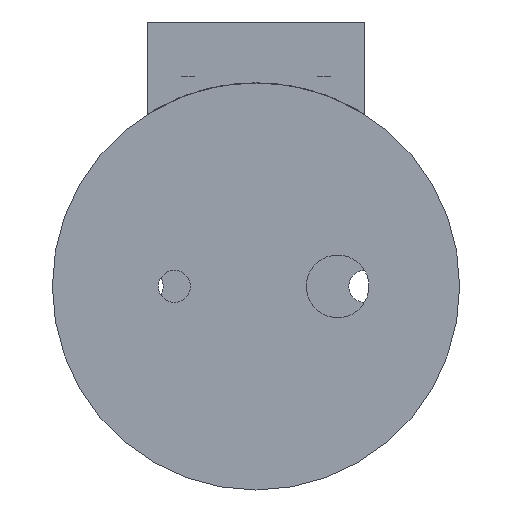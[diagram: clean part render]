
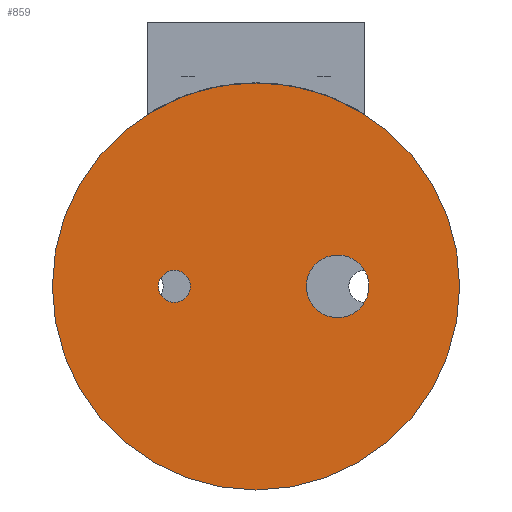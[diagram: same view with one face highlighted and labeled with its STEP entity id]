
A CAD part, front view. The second image highlights one B-rep face of the part: STEP entity #859.
In plain terms, the highlighted planar face has unit normal (0, -1, 0).
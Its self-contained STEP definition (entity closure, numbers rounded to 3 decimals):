
#35=FACE_BOUND('',#161,.T.);
#36=FACE_BOUND('',#162,.T.);
#75=PLANE('',#950);
#105=FACE_OUTER_BOUND('',#160,.T.);
#160=EDGE_LOOP('',(#616,#617));
#161=EDGE_LOOP('',(#618));
#162=EDGE_LOOP('',(#619));
#249=CIRCLE('',#945,5.9);
#251=CIRCLE('',#948,11.5);
#253=CIRCLE('',#951,74.85);
#254=CIRCLE('',#952,74.85);
#411=VERTEX_POINT('',#1408);
#413=VERTEX_POINT('',#1414);
#415=VERTEX_POINT('',#1420);
#416=VERTEX_POINT('',#1421);
#491=EDGE_CURVE('',#411,#411,#249,.T.);
#494=EDGE_CURVE('',#413,#413,#251,.T.);
#497=EDGE_CURVE('',#415,#416,#253,.T.);
#498=EDGE_CURVE('',#416,#415,#254,.T.);
#616=ORIENTED_EDGE('',*,*,#497,.F.);
#617=ORIENTED_EDGE('',*,*,#498,.F.);
#618=ORIENTED_EDGE('',*,*,#491,.T.);
#619=ORIENTED_EDGE('',*,*,#494,.T.);
#859=ADVANCED_FACE('',(#105,#35,#36),#75,.T.);
#945=AXIS2_PLACEMENT_3D('',#1409,#1070,#1071);
#948=AXIS2_PLACEMENT_3D('',#1415,#1077,#1078);
#950=AXIS2_PLACEMENT_3D('',#1419,#1082,#1083);
#951=AXIS2_PLACEMENT_3D('',#1422,#1084,#1085);
#952=AXIS2_PLACEMENT_3D('',#1423,#1086,#1087);
#1070=DIRECTION('center_axis',(0.,1.,0.));
#1071=DIRECTION('ref_axis',(1.,0.,0.));
#1077=DIRECTION('center_axis',(0.,1.,0.));
#1078=DIRECTION('ref_axis',(1.,0.,0.));
#1082=DIRECTION('center_axis',(0.,-1.,0.));
#1083=DIRECTION('ref_axis',(0.,0.,-1.));
#1084=DIRECTION('center_axis',(0.,1.,0.));
#1085=DIRECTION('ref_axis',(1.,0.,0.));
#1086=DIRECTION('center_axis',(0.,1.,0.));
#1087=DIRECTION('ref_axis',(1.,0.,0.));
#1408=CARTESIAN_POINT('',(-35.9,-15.,0.));
#1409=CARTESIAN_POINT('Origin',(-30.,-15.,0.));
#1414=CARTESIAN_POINT('',(18.5,-15.,0.));
#1415=CARTESIAN_POINT('Origin',(30.,-15.,0.));
#1419=CARTESIAN_POINT('Origin',(0.,-15.,74.85));
#1420=CARTESIAN_POINT('',(0.,-15.,74.85));
#1421=CARTESIAN_POINT('',(0.,-15.,-74.85));
#1422=CARTESIAN_POINT('Origin',(0.,-15.,0.));
#1423=CARTESIAN_POINT('Origin',(0.,-15.,0.));
